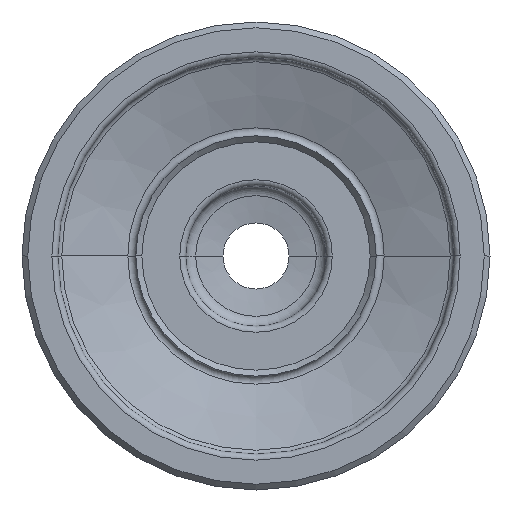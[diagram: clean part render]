
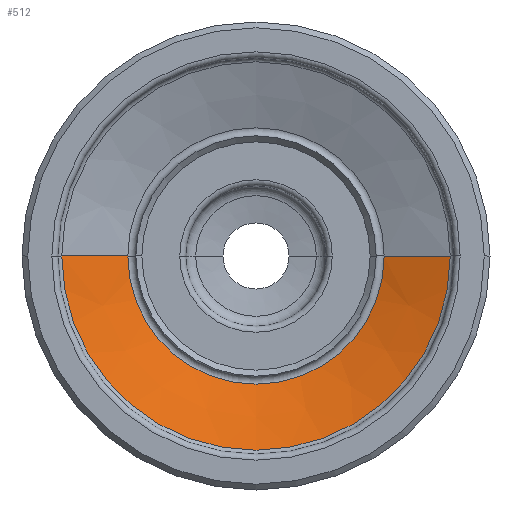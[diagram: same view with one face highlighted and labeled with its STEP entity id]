
A CAD part, front view. The second image highlights one B-rep face of the part: STEP entity #512.
In plain terms, the highlighted conical face has half-angle 70 degrees and reference radius 10 mm.
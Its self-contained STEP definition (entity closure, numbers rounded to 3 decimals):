
#18 = CONICAL_SURFACE ( 'NONE', #1061, 10., 1.222 ) ;
#24 = CARTESIAN_POINT ( 'NONE',  ( 10.671, 5.56, 0. ) ) ;
#38 = VERTEX_POINT ( 'NONE', #24 ) ;
#43 = DIRECTION ( 'NONE',  ( -0.94, -0.342, 0. ) ) ;
#48 = EDGE_CURVE ( 'NONE', #38, #306, #235, .T. ) ;
#233 = CIRCLE ( 'NONE', #513, 10.671 ) ;
#235 = LINE ( 'NONE', #705, #890 ) ;
#262 = ORIENTED_EDGE ( 'NONE', *, *, #48, .F. ) ;
#286 = EDGE_CURVE ( 'NONE', #38, #966, #233, .T. ) ;
#296 = DIRECTION ( 'NONE',  ( 0.94, -0.342, 0. ) ) ;
#306 = VERTEX_POINT ( 'NONE', #338 ) ;
#338 = CARTESIAN_POINT ( 'NONE',  ( 16.171, 3.558, 0. ) ) ;
#342 = FACE_OUTER_BOUND ( 'NONE', #792, .T. ) ;
#356 = CARTESIAN_POINT ( 'NONE',  ( 0., 5.804, 0. ) ) ;
#388 = DIRECTION ( 'NONE',  ( 1., 0., 0. ) ) ;
#414 = DIRECTION ( 'NONE',  ( 0., -1., 0. ) ) ;
#466 = CARTESIAN_POINT ( 'NONE',  ( -16.171, 3.558, 0. ) ) ;
#499 = CIRCLE ( 'NONE', #1052, 16.171 ) ;
#512 = ADVANCED_FACE ( 'NONE', ( #342 ), #18, .F. ) ;
#513 = AXIS2_PLACEMENT_3D ( 'NONE', #612, #618, #615 ) ;
#514 = DIRECTION ( 'NONE',  ( 0., -1., 0. ) ) ;
#518 = CARTESIAN_POINT ( 'NONE',  ( 0., 3.558, 0. ) ) ;
#524 = ORIENTED_EDGE ( 'NONE', *, *, #1065, .T. ) ;
#525 = DIRECTION ( 'NONE',  ( 1., 0., 0. ) ) ;
#564 = CARTESIAN_POINT ( 'NONE',  ( -10.671, 5.56, 0. ) ) ;
#612 = CARTESIAN_POINT ( 'NONE',  ( 0., 5.56, 0. ) ) ;
#615 = DIRECTION ( 'NONE',  ( 1., 0., 0. ) ) ;
#618 = DIRECTION ( 'NONE',  ( 0., 1., 0. ) ) ;
#635 = EDGE_CURVE ( 'NONE', #701, #306, #499, .T. ) ;
#701 = VERTEX_POINT ( 'NONE', #466 ) ;
#705 = CARTESIAN_POINT ( 'NONE',  ( 10., 5.804, 0. ) ) ;
#789 = VECTOR ( 'NONE', #43, 1000. ) ;
#792 = EDGE_LOOP ( 'NONE', ( #1012, #524, #926, #262 ) ) ;
#890 = VECTOR ( 'NONE', #296, 1000. ) ;
#918 = CARTESIAN_POINT ( 'NONE',  ( -10., 5.804, 0. ) ) ;
#926 = ORIENTED_EDGE ( 'NONE', *, *, #635, .T. ) ;
#947 = LINE ( 'NONE', #918, #789 ) ;
#966 = VERTEX_POINT ( 'NONE', #564 ) ;
#1012 = ORIENTED_EDGE ( 'NONE', *, *, #286, .T. ) ;
#1052 = AXIS2_PLACEMENT_3D ( 'NONE', #518, #514, #525 ) ;
#1061 = AXIS2_PLACEMENT_3D ( 'NONE', #356, #414, #388 ) ;
#1065 = EDGE_CURVE ( 'NONE', #966, #701, #947, .T. ) ;
